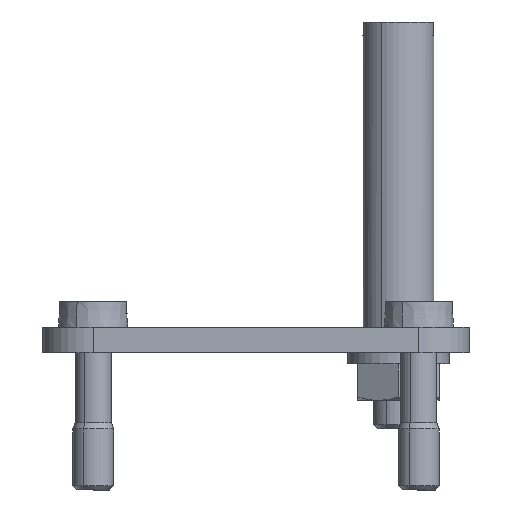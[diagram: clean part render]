
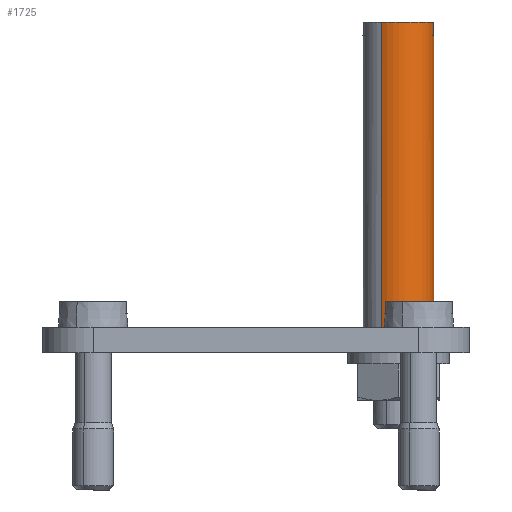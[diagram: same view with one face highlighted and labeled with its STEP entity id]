
A CAD part, front view. The second image highlights one B-rep face of the part: STEP entity #1725.
In plain terms, the highlighted cylindrical face has radius 3.5 mm (diameter 7 mm), a partial arc.
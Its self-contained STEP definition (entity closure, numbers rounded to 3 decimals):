
#1175=AXIS2_PLACEMENT_3D('Circle Axis2P3D',#1173,#1174,$) ;
#1493=AXIS2_PLACEMENT_3D('Circle Axis2P3D',#1491,#1492,$) ;
#1689=AXIS2_PLACEMENT_3D('Cylinder Axis2P3D',#1686,#1687,#1688) ;
#1693=AXIS2_PLACEMENT_3D('Circle Axis2P3D',#1691,#1692,$) ;
#1712=AXIS2_PLACEMENT_3D('Circle Axis2P3D',#1710,#1711,$) ;
#1173=CARTESIAN_POINT('Axis2P3D Location',(35.,63.,16.)) ;
#1177=CARTESIAN_POINT('Vertex',(36.678,66.072,16.)) ;
#1179=CARTESIAN_POINT('Vertex',(33.322,59.928,16.)) ;
#1449=CARTESIAN_POINT('Vertex',(38.448,62.4,44.7)) ;
#1463=CARTESIAN_POINT('Vertex',(38.448,62.4,46.)) ;
#1466=CARTESIAN_POINT('Line Origine',(38.448,62.4,45.35)) ;
#1491=CARTESIAN_POINT('Axis2P3D Location',(35.,63.,44.7)) ;
#1495=CARTESIAN_POINT('Vertex',(38.448,63.6,44.7)) ;
#1523=CARTESIAN_POINT('Line Origine',(38.448,63.6,45.35)) ;
#1527=CARTESIAN_POINT('Vertex',(38.448,63.6,46.)) ;
#1686=CARTESIAN_POINT('Axis2P3D Location',(35.,63.,26.)) ;
#1691=CARTESIAN_POINT('Axis2P3D Location',(35.,63.,46.)) ;
#1695=CARTESIAN_POINT('Vertex',(33.322,59.928,46.)) ;
#1698=CARTESIAN_POINT('Line Origine',(33.322,59.928,31.)) ;
#1703=CARTESIAN_POINT('Line Origine',(36.678,66.072,31.)) ;
#1707=CARTESIAN_POINT('Vertex',(36.678,66.072,46.)) ;
#1710=CARTESIAN_POINT('Axis2P3D Location',(35.,63.,46.)) ;
#1174=DIRECTION('Axis2P3D Direction',(-0.,0.,1.)) ;
#1467=DIRECTION('Vector Direction',(0.,0.,-1.)) ;
#1492=DIRECTION('Axis2P3D Direction',(0.,0.,-1.)) ;
#1524=DIRECTION('Vector Direction',(0.,0.,-1.)) ;
#1687=DIRECTION('Axis2P3D Direction',(0.,-0.,-1.)) ;
#1688=DIRECTION('Axis2P3D XDirection',(-0.479,-0.878,0.)) ;
#1692=DIRECTION('Axis2P3D Direction',(0.,-0.,-1.)) ;
#1699=DIRECTION('Vector Direction',(0.,0.,-1.)) ;
#1704=DIRECTION('Vector Direction',(0.,0.,-1.)) ;
#1711=DIRECTION('Axis2P3D Direction',(0.,-0.,-1.)) ;
#1468=VECTOR('Line Direction',#1467,1.) ;
#1525=VECTOR('Line Direction',#1524,1.) ;
#1700=VECTOR('Line Direction',#1699,1.) ;
#1705=VECTOR('Line Direction',#1704,1.) ;
#1716=ORIENTED_EDGE('',*,*,#1697,.T.) ;
#1717=ORIENTED_EDGE('',*,*,#1702,.F.) ;
#1718=ORIENTED_EDGE('',*,*,#1181,.F.) ;
#1719=ORIENTED_EDGE('',*,*,#1709,.T.) ;
#1720=ORIENTED_EDGE('',*,*,#1714,.T.) ;
#1721=ORIENTED_EDGE('',*,*,#1529,.T.) ;
#1722=ORIENTED_EDGE('',*,*,#1497,.T.) ;
#1723=ORIENTED_EDGE('',*,*,#1470,.F.) ;
#1725=ADVANCED_FACE('Hauptk\X2\00F6\X0\rper',(#1724),#1690,.T.) ;
#1176=CIRCLE('generated circle',#1175,3.5) ;
#1494=CIRCLE('generated circle',#1493,3.5) ;
#1694=CIRCLE('generated circle',#1693,3.5) ;
#1713=CIRCLE('generated circle',#1712,3.5) ;
#1690=CYLINDRICAL_SURFACE('generated cylinder',#1689,3.5) ;
#1181=EDGE_CURVE('',#1178,#1180,#1176,.F.) ;
#1470=EDGE_CURVE('',#1464,#1450,#1469,.T.) ;
#1497=EDGE_CURVE('',#1496,#1450,#1494,.T.) ;
#1529=EDGE_CURVE('',#1528,#1496,#1526,.T.) ;
#1697=EDGE_CURVE('',#1464,#1696,#1694,.T.) ;
#1702=EDGE_CURVE('',#1180,#1696,#1701,.F.) ;
#1709=EDGE_CURVE('',#1178,#1708,#1706,.F.) ;
#1714=EDGE_CURVE('',#1708,#1528,#1713,.T.) ;
#1715=EDGE_LOOP('',(#1716,#1717,#1718,#1719,#1720,#1721,#1722,#1723)) ;
#1724=FACE_OUTER_BOUND('',#1715,.T.) ;
#1469=LINE('Line',#1466,#1468) ;
#1526=LINE('Line',#1523,#1525) ;
#1701=LINE('Line',#1698,#1700) ;
#1706=LINE('Line',#1703,#1705) ;
#1178=VERTEX_POINT('',#1177) ;
#1180=VERTEX_POINT('',#1179) ;
#1450=VERTEX_POINT('',#1449) ;
#1464=VERTEX_POINT('',#1463) ;
#1496=VERTEX_POINT('',#1495) ;
#1528=VERTEX_POINT('',#1527) ;
#1696=VERTEX_POINT('',#1695) ;
#1708=VERTEX_POINT('',#1707) ;
